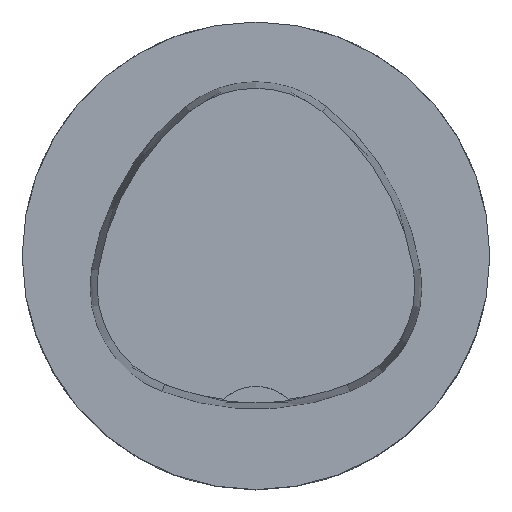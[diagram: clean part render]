
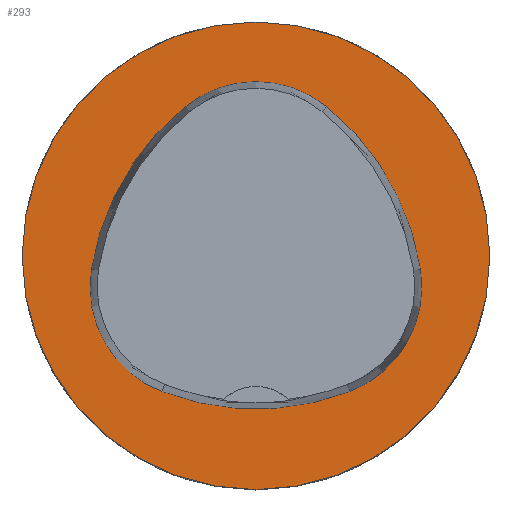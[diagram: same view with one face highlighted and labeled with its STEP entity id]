
A CAD part, top view. The second image highlights one B-rep face of the part: STEP entity #293.
In plain terms, the highlighted planar face has unit normal (0, 0, 1).
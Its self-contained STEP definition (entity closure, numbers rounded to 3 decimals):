
#293=ADVANCED_FACE('',(#665,#666),#363,.T.);
#363=PLANE('',#1773);
#665=FACE_BOUND('',#712,.T.);
#666=FACE_BOUND('',#713,.T.);
#712=EDGE_LOOP('',(#955,#956,#957,#958,#959,#960));
#713=EDGE_LOOP('',(#961));
#955=ORIENTED_EDGE('',*,*,#1487,.F.);
#956=ORIENTED_EDGE('',*,*,#1482,.F.);
#957=ORIENTED_EDGE('',*,*,#1477,.F.);
#958=ORIENTED_EDGE('',*,*,#1474,.F.);
#959=ORIENTED_EDGE('',*,*,#1471,.F.);
#960=ORIENTED_EDGE('',*,*,#1467,.F.);
#961=ORIENTED_EDGE('',*,*,#1458,.T.);
#1291=VERTEX_POINT('',#2603);
#1300=VERTEX_POINT('',#2622);
#1301=VERTEX_POINT('',#2623);
#1304=VERTEX_POINT('',#2631);
#1306=VERTEX_POINT('',#2637);
#1308=VERTEX_POINT('',#2643);
#1312=VERTEX_POINT('',#2656);
#1458=EDGE_CURVE('',#1291,#1291,#1602,.T.);
#1467=EDGE_CURVE('',#1300,#1301,#1603,.T.);
#1471=EDGE_CURVE('',#1301,#1304,#1605,.T.);
#1474=EDGE_CURVE('',#1304,#1306,#1607,.T.);
#1477=EDGE_CURVE('',#1306,#1308,#1609,.T.);
#1482=EDGE_CURVE('',#1308,#1312,#1612,.T.);
#1487=EDGE_CURVE('',#1312,#1300,#1615,.T.);
#1602=CIRCLE('',#1745,25.);
#1603=CIRCLE('',#1751,28.);
#1605=CIRCLE('',#1754,12.);
#1607=CIRCLE('',#1757,28.);
#1609=CIRCLE('',#1760,12.);
#1612=CIRCLE('',#1764,28.);
#1615=CIRCLE('',#1768,12.);
#1745=AXIS2_PLACEMENT_3D('',#2602,#2031,#2032);
#1751=AXIS2_PLACEMENT_3D('',#2621,#2047,#2048);
#1754=AXIS2_PLACEMENT_3D('',#2630,#2055,#2056);
#1757=AXIS2_PLACEMENT_3D('',#2636,#2062,#2063);
#1760=AXIS2_PLACEMENT_3D('',#2642,#2069,#2070);
#1764=AXIS2_PLACEMENT_3D('',#2655,#2078,#2079);
#1768=AXIS2_PLACEMENT_3D('',#2668,#2087,#2088);
#1773=AXIS2_PLACEMENT_3D('',#2673,#2097,#2098);
#2031=DIRECTION('',(0.,0.,1.));
#2032=DIRECTION('',(1.,0.,0.));
#2047=DIRECTION('',(0.,0.,1.));
#2048=DIRECTION('',(1.,0.,0.));
#2055=DIRECTION('',(0.,0.,1.));
#2056=DIRECTION('',(1.,0.,0.));
#2062=DIRECTION('',(0.,0.,1.));
#2063=DIRECTION('',(1.,0.,0.));
#2069=DIRECTION('',(0.,0.,1.));
#2070=DIRECTION('',(1.,0.,0.));
#2078=DIRECTION('',(0.,0.,1.));
#2079=DIRECTION('',(1.,0.,0.));
#2087=DIRECTION('',(0.,0.,1.));
#2088=DIRECTION('',(1.,0.,0.));
#2097=DIRECTION('',(0.,0.,1.));
#2098=DIRECTION('',(-1.,0.,0.));
#2602=CARTESIAN_POINT('',(0.,0.,0.));
#2603=CARTESIAN_POINT('',(25.,0.,0.));
#2621=CARTESIAN_POINT('',(-10.068,-5.824,0.));
#2622=CARTESIAN_POINT('',(17.584,-1.424,0.));
#2623=CARTESIAN_POINT('',(7.531,15.953,0.));
#2630=CARTESIAN_POINT('',(-0.011,6.62,0.));
#2631=CARTESIAN_POINT('',(-7.567,15.942,0.));
#2636=CARTESIAN_POINT('',(10.063,-5.81,0.));
#2637=CARTESIAN_POINT('',(-17.59,-1.418,0.));
#2642=CARTESIAN_POINT('',(-5.739,-3.3,0.));
#2643=CARTESIAN_POINT('',(-10.05,-14.499,0.));
#2655=CARTESIAN_POINT('',(0.01,11.631,0.));
#2656=CARTESIAN_POINT('',(10.025,-14.516,0.));
#2668=CARTESIAN_POINT('',(5.733,-3.31,0.));
#2673=CARTESIAN_POINT('',(0.,0.,0.));
